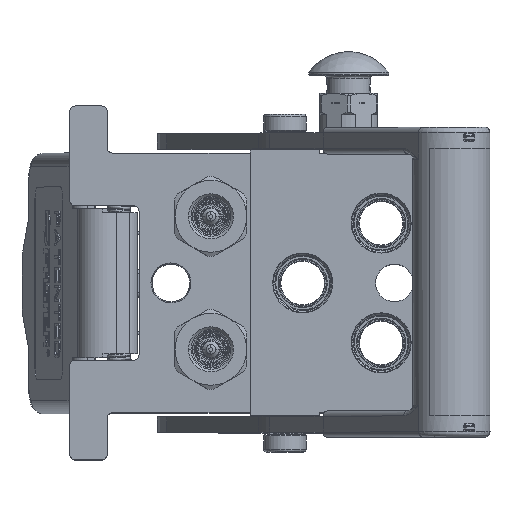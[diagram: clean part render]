
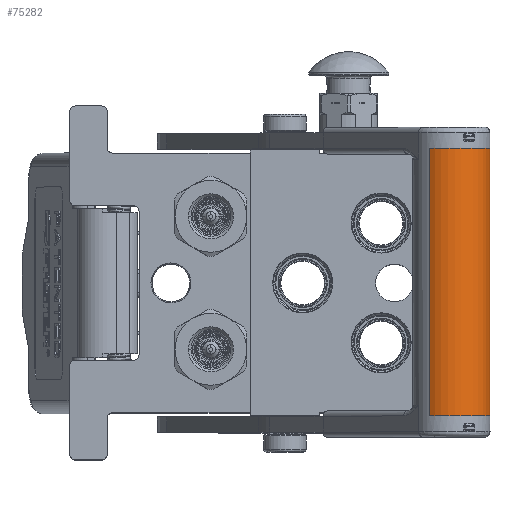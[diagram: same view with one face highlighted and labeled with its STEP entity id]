
A CAD part, top view. The second image highlights one B-rep face of the part: STEP entity #75282.
In plain terms, the highlighted cylindrical face has radius 14.5 mm (diameter 29 mm), a partial arc.
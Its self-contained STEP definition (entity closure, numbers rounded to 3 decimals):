
#2656 = CARTESIAN_POINT ( 'NONE',  ( 46.5, -7.576, -12.363 ) ) ;
#3704 = FACE_OUTER_BOUND ( 'NONE', #69519, .T. ) ;
#5435 = CARTESIAN_POINT ( 'NONE',  ( 50.5, 0., 0. ) ) ;
#6267 = VECTOR ( 'NONE', #73789, 1000. ) ;
#8944 = VERTEX_POINT ( 'NONE', #79817 ) ;
#9886 = CIRCLE ( 'NONE', #125683, 14.5 ) ;
#10343 = CARTESIAN_POINT ( 'NONE',  ( 50.5, -7.576, -12.363 ) ) ;
#13011 = EDGE_CURVE ( 'NONE', #73130, #91730, #116138, .T. ) ;
#13405 = EDGE_CURVE ( 'NONE', #125382, #91730, #29454, .T. ) ;
#14151 = CARTESIAN_POINT ( 'NONE',  ( 46.5, -7.111, -12.636 ) ) ;
#20675 = CARTESIAN_POINT ( 'NONE',  ( -50., 0., 0. ) ) ;
#23103 = CARTESIAN_POINT ( 'NONE',  ( -46., 0., -14.5 ) ) ;
#23389 = DIRECTION ( 'NONE',  ( 1., 0., 0. ) ) ;
#23435 = EDGE_CURVE ( 'NONE', #125382, #85311, #115094, .T. ) ;
#23883 = EDGE_CURVE ( 'NONE', #115686, #27474, #116575, .T. ) ;
#27474 = VERTEX_POINT ( 'NONE', #59713 ) ;
#29454 = LINE ( 'NONE', #41484, #49827 ) ;
#30103 = CARTESIAN_POINT ( 'NONE',  ( -50., 0., 14.5 ) ) ;
#31959 = EDGE_CURVE ( 'NONE', #8944, #57517, #9886, .T. ) ;
#34767 = LINE ( 'NONE', #23103, #6267 ) ;
#35279 = ORIENTED_EDGE ( 'NONE', *, *, #123441, .T. ) ;
#35646 = CARTESIAN_POINT ( 'NONE',  ( -50., -7.576, -12.363 ) ) ;
#38844 = CARTESIAN_POINT ( 'NONE',  ( -50., -7.576, -12.363 ) ) ;
#40275 = EDGE_CURVE ( 'NONE', #85311, #115686, #111660, .T. ) ;
#41484 = CARTESIAN_POINT ( 'NONE',  ( -50., 0., 14.5 ) ) ;
#41988 = EDGE_CURVE ( 'NONE', #57517, #55493, #56129, .T. ) ;
#48689 = CARTESIAN_POINT ( 'NONE',  ( -46., 0., 0. ) ) ;
#49417 = ORIENTED_EDGE ( 'NONE', *, *, #23435, .T. ) ;
#49827 = VECTOR ( 'NONE', #82924, 1000. ) ;
#49930 = ORIENTED_EDGE ( 'NONE', *, *, #31959, .T. ) ;
#51686 = VECTOR ( 'NONE', #23389, 1000. ) ;
#52414 = DIRECTION ( 'NONE',  ( -1., 0., 0. ) ) ;
#54561 = DIRECTION ( 'NONE',  ( 1., 0., 0. ) ) ;
#55493 = VERTEX_POINT ( 'NONE', #81434 ) ;
#56129 = CIRCLE ( 'NONE', #56374, 14.5 ) ;
#56374 = AXIS2_PLACEMENT_3D ( 'NONE', #96711, #56547, #115665 ) ;
#56547 = DIRECTION ( 'NONE',  ( -1., 0., 0. ) ) ;
#57517 = VERTEX_POINT ( 'NONE', #14151 ) ;
#59445 = DIRECTION ( 'NONE',  ( 1., 0., 0. ) ) ;
#59713 = CARTESIAN_POINT ( 'NONE',  ( -46., 0., -14.5 ) ) ;
#66228 = DIRECTION ( 'NONE',  ( -1., 0., 0. ) ) ;
#66253 = ORIENTED_EDGE ( 'NONE', *, *, #23883, .T. ) ;
#69519 = EDGE_LOOP ( 'NONE', ( #35279, #49930, #84357, #88575, #106487, #88053, #49417, #94666, #66253 ) ) ;
#69959 = CYLINDRICAL_SURFACE ( 'NONE', #94295, 14.5 ) ;
#70009 = DIRECTION ( 'NONE',  ( 0., 0., 1. ) ) ;
#73130 = VERTEX_POINT ( 'NONE', #10343 ) ;
#73789 = DIRECTION ( 'NONE',  ( 1., 0., 0. ) ) ;
#74006 = DIRECTION ( 'NONE',  ( 0., 0., -1. ) ) ;
#75282 = ADVANCED_FACE ( 'NONE', ( #3704 ), #69959, .T. ) ;
#76006 = DIRECTION ( 'NONE',  ( 0., -0.522, -0.853 ) ) ;
#78579 = VECTOR ( 'NONE', #54561, 1000. ) ;
#79635 = DIRECTION ( 'NONE',  ( 0., -0.522, -0.853 ) ) ;
#79817 = CARTESIAN_POINT ( 'NONE',  ( 46.5, 0., -14.5 ) ) ;
#81434 = CARTESIAN_POINT ( 'NONE',  ( 46.5, -7.576, -12.363 ) ) ;
#82924 = DIRECTION ( 'NONE',  ( 1., 0., 0. ) ) ;
#83732 = CARTESIAN_POINT ( 'NONE',  ( -46., -7.576, -12.363 ) ) ;
#84357 = ORIENTED_EDGE ( 'NONE', *, *, #41988, .T. ) ;
#85311 = VERTEX_POINT ( 'NONE', #38844 ) ;
#85650 = AXIS2_PLACEMENT_3D ( 'NONE', #5435, #66228, #76006 ) ;
#87117 = AXIS2_PLACEMENT_3D ( 'NONE', #48689, #110002, #79635 ) ;
#88053 = ORIENTED_EDGE ( 'NONE', *, *, #13405, .F. ) ;
#88575 = ORIENTED_EDGE ( 'NONE', *, *, #110469, .T. ) ;
#91730 = VERTEX_POINT ( 'NONE', #100319 ) ;
#94295 = AXIS2_PLACEMENT_3D ( 'NONE', #112857, #52414, #111980 ) ;
#94666 = ORIENTED_EDGE ( 'NONE', *, *, #40275, .T. ) ;
#96711 = CARTESIAN_POINT ( 'NONE',  ( 46.5, 0., 0. ) ) ;
#100319 = CARTESIAN_POINT ( 'NONE',  ( 50.5, 0., 14.5 ) ) ;
#102231 = CARTESIAN_POINT ( 'NONE',  ( 46.5, 0., 0. ) ) ;
#104414 = DIRECTION ( 'NONE',  ( -1., 0., 0. ) ) ;
#106487 = ORIENTED_EDGE ( 'NONE', *, *, #13011, .T. ) ;
#110002 = DIRECTION ( 'NONE',  ( 1., 0., 0. ) ) ;
#110469 = EDGE_CURVE ( 'NONE', #55493, #73130, #117977, .T. ) ;
#111660 = LINE ( 'NONE', #35646, #78579 ) ;
#111980 = DIRECTION ( 'NONE',  ( 0., 0., -1. ) ) ;
#112857 = CARTESIAN_POINT ( 'NONE',  ( -50., 0., 0. ) ) ;
#115094 = CIRCLE ( 'NONE', #124140, 14.5 ) ;
#115665 = DIRECTION ( 'NONE',  ( 0., 0., -1. ) ) ;
#115686 = VERTEX_POINT ( 'NONE', #83732 ) ;
#116138 = CIRCLE ( 'NONE', #85650, 14.5 ) ;
#116575 = CIRCLE ( 'NONE', #87117, 14.5 ) ;
#117977 = LINE ( 'NONE', #2656, #51686 ) ;
#123441 = EDGE_CURVE ( 'NONE', #27474, #8944, #34767, .T. ) ;
#124140 = AXIS2_PLACEMENT_3D ( 'NONE', #20675, #59445, #70009 ) ;
#125382 = VERTEX_POINT ( 'NONE', #30103 ) ;
#125683 = AXIS2_PLACEMENT_3D ( 'NONE', #102231, #104414, #74006 ) ;
